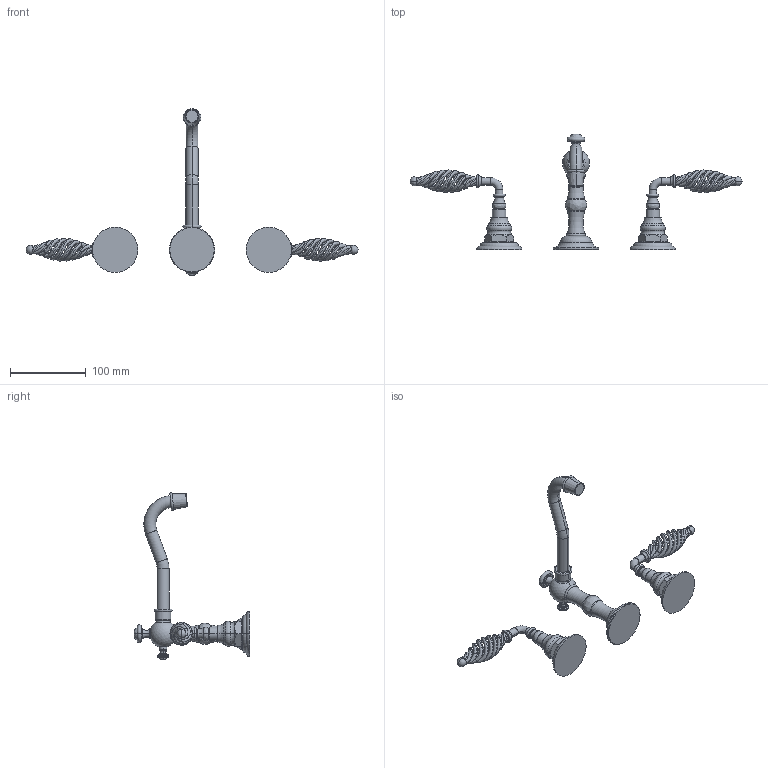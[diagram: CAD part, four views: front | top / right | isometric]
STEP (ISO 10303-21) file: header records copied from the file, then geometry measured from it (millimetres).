
FILE_DESCRIPTION((''),'2;1');
FILE_NAME('2100','2020-11-27T10:42:06',('jinson.thomas'),(''),'CREO PARAMETRIC BY PTC INC, 2018400','CREO PARAMETRIC BY PTC INC, 2018400','');
FILE_SCHEMA(('CONFIG_CONTROL_DESIGN'));
Length unit declared in the file: inch
Products named in the file (1): 2100
Bounding box: 439.13 x 153.02 x 220.47 mm (x, y, z)
Volume: 271003.2 mm3; surface area: 74075.6 mm2
Topology: 3 solids, 3 shells, 304 faces, 722 edges, 415 vertices
Faces by surface type: torus 94, bspline 70, plane 64, cylinder 46, cone 16, sphere 14
Entity records: 17134 total; most frequent: CARTESIAN_POINT 10554, ORIENTED_EDGE 1414, DIRECTION 1320, EDGE_CURVE 707, AXIS2_PLACEMENT_3D 605, VERTEX_POINT 415, CIRCLE 371, EDGE_LOOP 326
